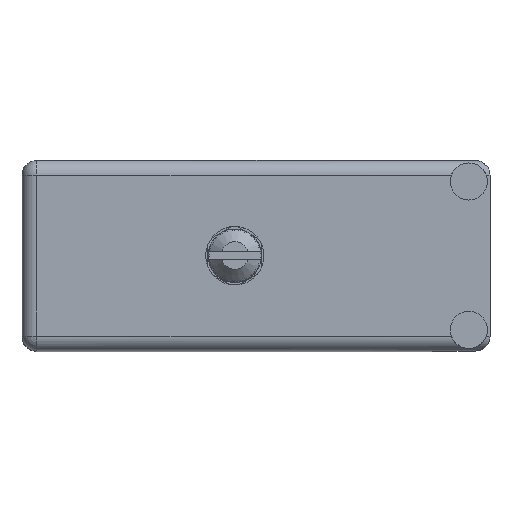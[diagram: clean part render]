
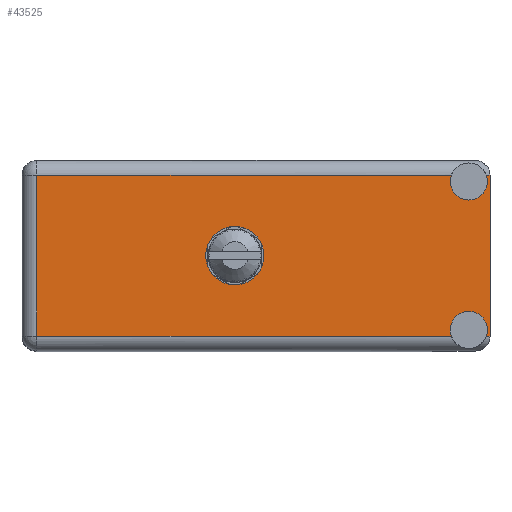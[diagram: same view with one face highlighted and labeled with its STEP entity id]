
A CAD part, top view. The second image highlights one B-rep face of the part: STEP entity #43525.
In plain terms, the highlighted face is planar.
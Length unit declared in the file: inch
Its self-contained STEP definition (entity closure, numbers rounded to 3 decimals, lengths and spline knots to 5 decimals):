
#174 = CARTESIAN_POINT ( 'NONE',  ( 1.004, 1.566, -0.587 ) ) ;
#1833 = LINE ( 'NONE', #54950, #110403 ) ;
#2842 = CARTESIAN_POINT ( 'NONE',  ( 0., 1.566, -0.829 ) ) ;
#3438 = DIRECTION ( 'NONE',  ( 0., 0., 1. ) ) ;
#4358 = EDGE_LOOP ( 'NONE', ( #16915, #76407, #79332, #30259, #50503, #57979, #103742, #82578, #91551, #88067 ) ) ;
#6748 = VERTEX_POINT ( 'NONE', #47375 ) ;
#7633 = CIRCLE ( 'NONE', #20476, 0.0875 ) ;
#8299 = VERTEX_POINT ( 'NONE', #93056 ) ;
#10690 = DIRECTION ( 'NONE',  ( 0., 1., 0. ) ) ;
#11073 = EDGE_CURVE ( 'NONE', #49467, #15731, #103628, .T. ) ;
#12412 = AXIS2_PLACEMENT_3D ( 'NONE', #107775, #46575, #30007 ) ;
#13555 = DIRECTION ( 'NONE',  ( 0., 0., 1. ) ) ;
#15294 = AXIS2_PLACEMENT_3D ( 'NONE', #57009, #91927, #13555 ) ;
#15404 = LINE ( 'NONE', #51392, #59439 ) ;
#15731 = VERTEX_POINT ( 'NONE', #71527 ) ;
#16367 = CARTESIAN_POINT ( 'NONE',  ( 1.004, 1.566, -0.312 ) ) ;
#16368 = VECTOR ( 'NONE', #50927, 39.37008 ) ;
#16473 = EDGE_CURVE ( 'NONE', #8299, #65005, #23563, .T. ) ;
#16696 = CIRCLE ( 'NONE', #29460, 0.1375 ) ;
#16915 = ORIENTED_EDGE ( 'NONE', *, *, #20866, .T. ) ;
#19322 = EDGE_CURVE ( 'NONE', #44220, #86126, #16696, .T. ) ;
#20476 = AXIS2_PLACEMENT_3D ( 'NONE', #37883, #38993, #55020 ) ;
#20866 = EDGE_CURVE ( 'NONE', #89040, #97898, #1833, .T. ) ;
#22380 = ORIENTED_EDGE ( 'NONE', *, *, #70791, .F. ) ;
#23563 = LINE ( 'NONE', #84748, #103927 ) ;
#24499 = VECTOR ( 'NONE', #72602, 39.37008 ) ;
#24795 = CIRCLE ( 'NONE', #103303, 0.0875 ) ;
#26511 = EDGE_CURVE ( 'NONE', #65679, #92716, #24795, .T. ) ;
#27478 = PLANE ( 'NONE',  #32813 ) ;
#29460 = AXIS2_PLACEMENT_3D ( 'NONE', #31148, #55733, #75168 ) ;
#29853 = ORIENTED_EDGE ( 'NONE', *, *, #19322, .F. ) ;
#30007 = DIRECTION ( 'NONE',  ( 0., 0., 1. ) ) ;
#30259 = ORIENTED_EDGE ( 'NONE', *, *, #16473, .T. ) ;
#31148 = CARTESIAN_POINT ( 'NONE',  ( 1.004, 1.566, -0.4495 ) ) ;
#32735 = DIRECTION ( 'NONE',  ( 1., 0., 0. ) ) ;
#32813 = AXIS2_PLACEMENT_3D ( 'NONE', #62360, #112709, #45185 ) ;
#33096 = CIRCLE ( 'NONE', #60427, 0.0875 ) ;
#34933 = FACE_BOUND ( 'NONE', #53340, .T. ) ;
#37883 = CARTESIAN_POINT ( 'NONE',  ( 2.108, 1.566, -0.7995 ) ) ;
#38993 = DIRECTION ( 'NONE',  ( 0., 1., 0. ) ) ;
#41162 = CARTESIAN_POINT ( 'NONE',  ( 0.07, 1.566, -0.07 ) ) ;
#43433 = EDGE_CURVE ( 'NONE', #49467, #65005, #85283, .T. ) ;
#43525 = ADVANCED_FACE ( 'NONE', ( #34933, #53739 ), #27478, .T. ) ;
#44001 = VECTOR ( 'NONE', #3438, 39.37008 ) ;
#44220 = VERTEX_POINT ( 'NONE', #16367 ) ;
#45185 = DIRECTION ( 'NONE',  ( 0., 0., 1. ) ) ;
#46253 = DIRECTION ( 'NONE',  ( 0., 0., 1. ) ) ;
#46575 = DIRECTION ( 'NONE',  ( 0., 1., 0. ) ) ;
#47375 = CARTESIAN_POINT ( 'NONE',  ( 0.07, 1.566, -0.829 ) ) ;
#48772 = EDGE_CURVE ( 'NONE', #92716, #15731, #7633, .T. ) ;
#49467 = VERTEX_POINT ( 'NONE', #69289 ) ;
#50503 = ORIENTED_EDGE ( 'NONE', *, *, #43433, .F. ) ;
#50927 = DIRECTION ( 'NONE',  ( 0., 0., 1. ) ) ;
#51392 = CARTESIAN_POINT ( 'NONE',  ( 0., 1.566, -0.829 ) ) ;
#52938 = EDGE_CURVE ( 'NONE', #84166, #97898, #90183, .T. ) ;
#53340 = EDGE_LOOP ( 'NONE', ( #29853, #22380 ) ) ;
#53739 = FACE_OUTER_BOUND ( 'NONE', #4358, .T. ) ;
#54950 = CARTESIAN_POINT ( 'NONE',  ( 2.208, 1.566, -0.07 ) ) ;
#55020 = DIRECTION ( 'NONE',  ( 0., 0., 1. ) ) ;
#55733 = DIRECTION ( 'NONE',  ( 0., 1., 0. ) ) ;
#56075 = DIRECTION ( 'NONE',  ( 1., 0., 0. ) ) ;
#57009 = CARTESIAN_POINT ( 'NONE',  ( 2.108, 1.566, -0.0995 ) ) ;
#57267 = CARTESIAN_POINT ( 'NONE',  ( 2.02562, 1.566, -0.07 ) ) ;
#57979 = ORIENTED_EDGE ( 'NONE', *, *, #11073, .T. ) ;
#59439 = VECTOR ( 'NONE', #102859, 39.37008 ) ;
#60427 = AXIS2_PLACEMENT_3D ( 'NONE', #113074, #10690, #71310 ) ;
#62360 = CARTESIAN_POINT ( 'NONE',  ( 0., 1.566, -0.899 ) ) ;
#65005 = VERTEX_POINT ( 'NONE', #84781 ) ;
#65679 = VERTEX_POINT ( 'NONE', #98706 ) ;
#69289 = CARTESIAN_POINT ( 'NONE',  ( 2.208, 1.566, -0.829 ) ) ;
#70791 = EDGE_CURVE ( 'NONE', #86126, #44220, #83679, .T. ) ;
#71310 = DIRECTION ( 'NONE',  ( 0., 0., 1. ) ) ;
#71527 = CARTESIAN_POINT ( 'NONE',  ( 2.19038, 1.566, -0.829 ) ) ;
#72602 = DIRECTION ( 'NONE',  ( -1., 0., 0. ) ) ;
#75168 = DIRECTION ( 'NONE',  ( 0., 0., 1. ) ) ;
#76407 = ORIENTED_EDGE ( 'NONE', *, *, #52938, .F. ) ;
#76706 = CARTESIAN_POINT ( 'NONE',  ( 2.208, 1.566, 0. ) ) ;
#79332 = ORIENTED_EDGE ( 'NONE', *, *, #96640, .F. ) ;
#79448 = CARTESIAN_POINT ( 'NONE',  ( 2.108, 1.566, -0.7995 ) ) ;
#81766 = LINE ( 'NONE', #108601, #44001 ) ;
#82578 = ORIENTED_EDGE ( 'NONE', *, *, #26511, .F. ) ;
#83679 = CIRCLE ( 'NONE', #12412, 0.1375 ) ;
#84166 = VERTEX_POINT ( 'NONE', #112760 ) ;
#84748 = CARTESIAN_POINT ( 'NONE',  ( 2.208, 1.566, -0.07 ) ) ;
#84781 = CARTESIAN_POINT ( 'NONE',  ( 2.208, 1.566, -0.07 ) ) ;
#85283 = LINE ( 'NONE', #76706, #16368 ) ;
#86126 = VERTEX_POINT ( 'NONE', #174 ) ;
#88067 = ORIENTED_EDGE ( 'NONE', *, *, #97130, .T. ) ;
#89040 = VERTEX_POINT ( 'NONE', #41162 ) ;
#90183 = CIRCLE ( 'NONE', #15294, 0.0875 ) ;
#91551 = ORIENTED_EDGE ( 'NONE', *, *, #112745, .T. ) ;
#91927 = DIRECTION ( 'NONE',  ( 0., 1., 0. ) ) ;
#92716 = VERTEX_POINT ( 'NONE', #107680 ) ;
#93056 = CARTESIAN_POINT ( 'NONE',  ( 2.19038, 1.566, -0.07 ) ) ;
#96640 = EDGE_CURVE ( 'NONE', #8299, #84166, #33096, .T. ) ;
#97130 = EDGE_CURVE ( 'NONE', #6748, #89040, #81766, .T. ) ;
#97898 = VERTEX_POINT ( 'NONE', #57267 ) ;
#98706 = CARTESIAN_POINT ( 'NONE',  ( 2.02562, 1.566, -0.829 ) ) ;
#99409 = DIRECTION ( 'NONE',  ( 0., 1., 0. ) ) ;
#102859 = DIRECTION ( 'NONE',  ( -1., 0., 0. ) ) ;
#103303 = AXIS2_PLACEMENT_3D ( 'NONE', #79448, #99409, #46253 ) ;
#103628 = LINE ( 'NONE', #2842, #24499 ) ;
#103742 = ORIENTED_EDGE ( 'NONE', *, *, #48772, .F. ) ;
#103927 = VECTOR ( 'NONE', #32735, 39.37008 ) ;
#107680 = CARTESIAN_POINT ( 'NONE',  ( 2.108, 1.566, -0.712 ) ) ;
#107775 = CARTESIAN_POINT ( 'NONE',  ( 1.004, 1.566, -0.4495 ) ) ;
#108601 = CARTESIAN_POINT ( 'NONE',  ( 0.07, 1.566, -0.899 ) ) ;
#110403 = VECTOR ( 'NONE', #56075, 39.37008 ) ;
#112709 = DIRECTION ( 'NONE',  ( 0., 1., 0. ) ) ;
#112745 = EDGE_CURVE ( 'NONE', #65679, #6748, #15404, .T. ) ;
#112760 = CARTESIAN_POINT ( 'NONE',  ( 2.108, 1.566, -0.187 ) ) ;
#113074 = CARTESIAN_POINT ( 'NONE',  ( 2.108, 1.566, -0.0995 ) ) ;
